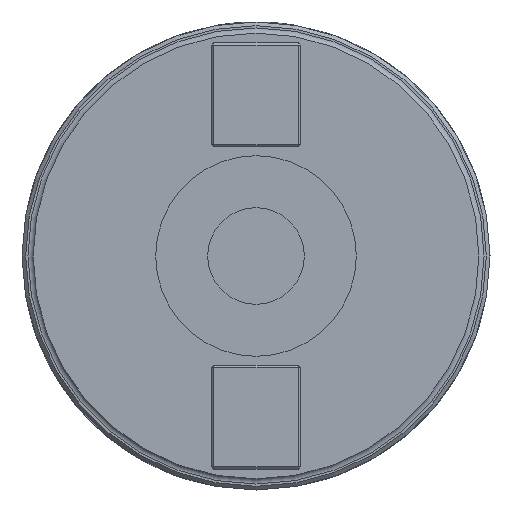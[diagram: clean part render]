
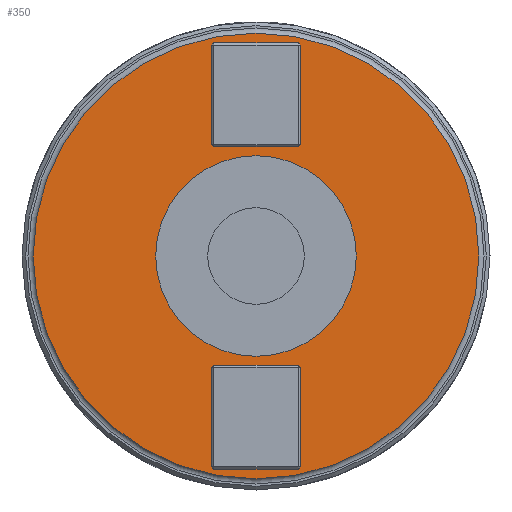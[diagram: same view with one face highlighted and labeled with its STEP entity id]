
A CAD part, left-side view. The second image highlights one B-rep face of the part: STEP entity #350.
In plain terms, the highlighted planar face has unit normal (-1, 0, 0).
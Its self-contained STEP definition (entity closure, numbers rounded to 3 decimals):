
#81=LINE('',#1614,#177);
#82=LINE('',#1617,#178);
#83=LINE('',#1619,#179);
#84=LINE('',#1621,#180);
#85=LINE('',#1623,#181);
#86=LINE('',#1625,#182);
#87=LINE('',#1627,#183);
#88=LINE('',#1629,#184);
#89=LINE('',#1630,#185);
#90=LINE('',#1633,#186);
#91=LINE('',#1635,#187);
#92=LINE('',#1637,#188);
#93=LINE('',#1639,#189);
#94=LINE('',#1641,#190);
#95=LINE('',#1643,#191);
#96=LINE('',#1645,#192);
#177=VECTOR('',#1313,1.);
#178=VECTOR('',#1314,1.);
#179=VECTOR('',#1315,1.);
#180=VECTOR('',#1316,1.);
#181=VECTOR('',#1317,1.);
#182=VECTOR('',#1318,1.);
#183=VECTOR('',#1319,1.);
#184=VECTOR('',#1320,1.);
#185=VECTOR('',#1321,1.);
#186=VECTOR('',#1322,1.);
#187=VECTOR('',#1323,1.);
#188=VECTOR('',#1324,1.);
#189=VECTOR('',#1325,1.);
#190=VECTOR('',#1326,1.);
#191=VECTOR('',#1327,1.);
#192=VECTOR('',#1328,1.);
#350=ADVANCED_FACE('',(#482,#483,#484,#485),#427,.F.);
#427=PLANE('',#1202);
#482=FACE_BOUND('',#530,.T.);
#483=FACE_BOUND('',#531,.T.);
#484=FACE_BOUND('',#532,.T.);
#485=FACE_BOUND('',#533,.T.);
#530=EDGE_LOOP('',(#634,#635,#636,#637,#638,#639,#640,#641));
#531=EDGE_LOOP('',(#642,#643,#644,#645,#646,#647,#648,#649));
#532=EDGE_LOOP('',(#650));
#533=EDGE_LOOP('',(#651));
#634=ORIENTED_EDGE('',*,*,#1021,.T.);
#635=ORIENTED_EDGE('',*,*,#1022,.T.);
#636=ORIENTED_EDGE('',*,*,#1023,.T.);
#637=ORIENTED_EDGE('',*,*,#1024,.T.);
#638=ORIENTED_EDGE('',*,*,#1025,.T.);
#639=ORIENTED_EDGE('',*,*,#1026,.T.);
#640=ORIENTED_EDGE('',*,*,#1027,.T.);
#641=ORIENTED_EDGE('',*,*,#1028,.T.);
#642=ORIENTED_EDGE('',*,*,#1029,.T.);
#643=ORIENTED_EDGE('',*,*,#1030,.T.);
#644=ORIENTED_EDGE('',*,*,#1031,.T.);
#645=ORIENTED_EDGE('',*,*,#1032,.T.);
#646=ORIENTED_EDGE('',*,*,#1033,.T.);
#647=ORIENTED_EDGE('',*,*,#1034,.T.);
#648=ORIENTED_EDGE('',*,*,#1035,.T.);
#649=ORIENTED_EDGE('',*,*,#1036,.T.);
#650=ORIENTED_EDGE('',*,*,#1037,.F.);
#651=ORIENTED_EDGE('',*,*,#1038,.T.);
#924=VERTEX_POINT('',#1615);
#925=VERTEX_POINT('',#1616);
#926=VERTEX_POINT('',#1618);
#927=VERTEX_POINT('',#1620);
#928=VERTEX_POINT('',#1622);
#929=VERTEX_POINT('',#1624);
#930=VERTEX_POINT('',#1626);
#931=VERTEX_POINT('',#1628);
#932=VERTEX_POINT('',#1631);
#933=VERTEX_POINT('',#1632);
#934=VERTEX_POINT('',#1634);
#935=VERTEX_POINT('',#1636);
#936=VERTEX_POINT('',#1638);
#937=VERTEX_POINT('',#1640);
#938=VERTEX_POINT('',#1642);
#939=VERTEX_POINT('',#1644);
#940=VERTEX_POINT('',#1647);
#941=VERTEX_POINT('',#1649);
#1021=EDGE_CURVE('',#924,#925,#81,.T.);
#1022=EDGE_CURVE('',#925,#926,#82,.T.);
#1023=EDGE_CURVE('',#926,#927,#83,.T.);
#1024=EDGE_CURVE('',#927,#928,#84,.T.);
#1025=EDGE_CURVE('',#928,#929,#85,.T.);
#1026=EDGE_CURVE('',#929,#930,#86,.T.);
#1027=EDGE_CURVE('',#930,#931,#87,.T.);
#1028=EDGE_CURVE('',#931,#924,#88,.T.);
#1029=EDGE_CURVE('',#932,#933,#89,.T.);
#1030=EDGE_CURVE('',#933,#934,#90,.T.);
#1031=EDGE_CURVE('',#934,#935,#91,.T.);
#1032=EDGE_CURVE('',#935,#936,#92,.T.);
#1033=EDGE_CURVE('',#936,#937,#93,.T.);
#1034=EDGE_CURVE('',#937,#938,#94,.T.);
#1035=EDGE_CURVE('',#938,#939,#95,.T.);
#1036=EDGE_CURVE('',#939,#932,#96,.T.);
#1037=EDGE_CURVE('',#940,#940,#1167,.T.);
#1038=EDGE_CURVE('',#941,#941,#1168,.T.);
#1167=CIRCLE('',#1200,13.5);
#1168=CIRCLE('',#1201,30.);
#1200=AXIS2_PLACEMENT_3D('',#1646,#1329,#1330);
#1201=AXIS2_PLACEMENT_3D('',#1648,#1331,#1332);
#1202=AXIS2_PLACEMENT_3D('',#1650,#1333,#1334);
#1313=DIRECTION('',(0.,0.,-1.));
#1314=DIRECTION('',(0.,0.707,-0.707));
#1315=DIRECTION('',(0.,1.,0.));
#1316=DIRECTION('',(0.,0.707,0.707));
#1317=DIRECTION('',(0.,0.,1.));
#1318=DIRECTION('',(0.,-0.707,0.707));
#1319=DIRECTION('',(0.,-1.,0.));
#1320=DIRECTION('',(0.,-0.707,-0.707));
#1321=DIRECTION('',(0.,0.,1.));
#1322=DIRECTION('',(0.,-0.707,0.707));
#1323=DIRECTION('',(0.,-1.,0.));
#1324=DIRECTION('',(0.,-0.707,-0.707));
#1325=DIRECTION('',(0.,0.,-1.));
#1326=DIRECTION('',(0.,0.707,-0.707));
#1327=DIRECTION('',(0.,1.,0.));
#1328=DIRECTION('',(0.,0.707,0.707));
#1329=DIRECTION('',(-1.,0.,0.));
#1330=DIRECTION('',(0.,0.,-1.));
#1331=DIRECTION('',(-1.,0.,0.));
#1332=DIRECTION('',(0.,0.,-1.));
#1333=DIRECTION('',(1.,0.,0.));
#1334=DIRECTION('',(0.,0.,-1.));
#1614=CARTESIAN_POINT('',(21.5,-6.,0.));
#1615=CARTESIAN_POINT('',(21.5,-6.,-15.));
#1616=CARTESIAN_POINT('',(21.5,-6.,-28.4));
#1617=CARTESIAN_POINT('',(21.5,-9.732,-24.668));
#1618=CARTESIAN_POINT('',(21.5,-5.7,-28.7));
#1619=CARTESIAN_POINT('',(21.5,14.935,-28.7));
#1620=CARTESIAN_POINT('',(21.5,5.7,-28.7));
#1621=CARTESIAN_POINT('',(21.5,24.668,-9.732));
#1622=CARTESIAN_POINT('',(21.5,6.,-28.4));
#1623=CARTESIAN_POINT('',(21.5,6.,0.));
#1624=CARTESIAN_POINT('',(21.5,6.,-15.));
#1625=CARTESIAN_POINT('',(21.5,2.968,-11.968));
#1626=CARTESIAN_POINT('',(21.5,5.7,-14.7));
#1627=CARTESIAN_POINT('',(21.5,14.935,-14.7));
#1628=CARTESIAN_POINT('',(21.5,-5.7,-14.7));
#1629=CARTESIAN_POINT('',(21.5,11.968,2.968));
#1630=CARTESIAN_POINT('',(21.5,6.,0.));
#1631=CARTESIAN_POINT('',(21.5,6.,15.));
#1632=CARTESIAN_POINT('',(21.5,6.,28.4));
#1633=CARTESIAN_POINT('',(21.5,24.668,9.732));
#1634=CARTESIAN_POINT('',(21.5,5.7,28.7));
#1635=CARTESIAN_POINT('',(21.5,14.935,28.7));
#1636=CARTESIAN_POINT('',(21.5,-5.7,28.7));
#1637=CARTESIAN_POINT('',(21.5,-9.732,24.668));
#1638=CARTESIAN_POINT('',(21.5,-6.,28.4));
#1639=CARTESIAN_POINT('',(21.5,-6.,0.));
#1640=CARTESIAN_POINT('',(21.5,-6.,15.));
#1641=CARTESIAN_POINT('',(21.5,11.968,-2.968));
#1642=CARTESIAN_POINT('',(21.5,-5.7,14.7));
#1643=CARTESIAN_POINT('',(21.5,14.935,14.7));
#1644=CARTESIAN_POINT('',(21.5,5.7,14.7));
#1645=CARTESIAN_POINT('',(21.5,2.968,11.968));
#1646=CARTESIAN_POINT('',(21.5,0.,0.));
#1647=CARTESIAN_POINT('',(21.5,0.,-13.5));
#1648=CARTESIAN_POINT('',(21.5,0.,0.));
#1649=CARTESIAN_POINT('',(21.5,0.,-30.));
#1650=CARTESIAN_POINT('',(21.5,14.935,0.));
